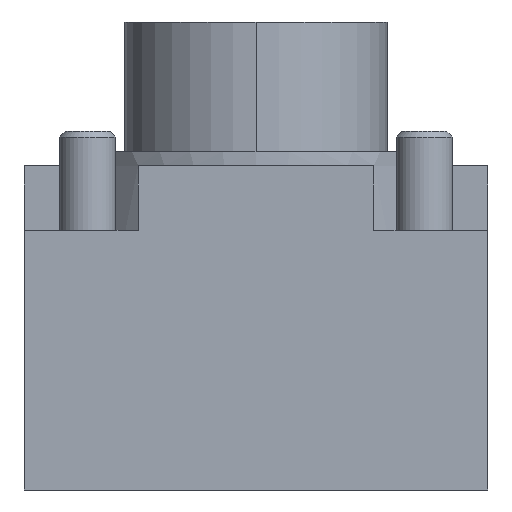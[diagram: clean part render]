
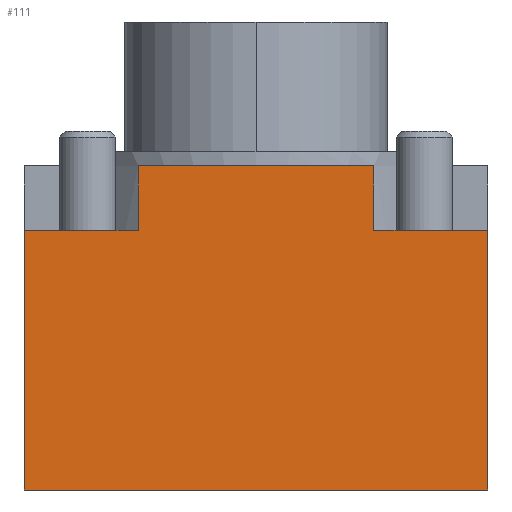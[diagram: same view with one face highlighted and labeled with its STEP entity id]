
A CAD part, front view. The second image highlights one B-rep face of the part: STEP entity #111.
In plain terms, the highlighted planar face has unit normal (0, -1, 0).
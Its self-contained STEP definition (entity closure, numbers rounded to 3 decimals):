
#111=ADVANCED_FACE('',(#440),#441,.T.);
#440=FACE_OUTER_BOUND('',#1078,.T.);
#441=PLANE('',#1079);
#1078=EDGE_LOOP('',(#1842,#1843,#1844,#1845,#1846,#1847,#1848,#1849));
#1079=AXIS2_PLACEMENT_3D('',#1850,#1851,#1852);
#1842=ORIENTED_EDGE('',*,*,#3898,.F.);
#1843=ORIENTED_EDGE('',*,*,#3814,.T.);
#1844=ORIENTED_EDGE('',*,*,#3835,.T.);
#1845=ORIENTED_EDGE('',*,*,#3862,.F.);
#1846=ORIENTED_EDGE('',*,*,#3897,.F.);
#1847=ORIENTED_EDGE('',*,*,#3881,.F.);
#1848=ORIENTED_EDGE('',*,*,#3899,.T.);
#1849=ORIENTED_EDGE('',*,*,#3856,.F.);
#1850=CARTESIAN_POINT('',(-16.5,-16.5,-10.0));
#1851=DIRECTION('',(0.0,-1.0,0.0));
#1852=DIRECTION('',(0.0,0.0,-1.0));
#3814=EDGE_CURVE('',#4433,#4430,#4434,.T.);
#3835=EDGE_CURVE('',#4430,#4472,#4473,.T.);
#3856=EDGE_CURVE('',#4510,#4503,#4512,.T.);
#3862=EDGE_CURVE('',#4521,#4472,#4523,.T.);
#3881=EDGE_CURVE('',#4554,#4557,#4558,.T.);
#3897=EDGE_CURVE('',#4557,#4521,#4580,.T.);
#3898=EDGE_CURVE('',#4433,#4510,#4581,.T.);
#3899=EDGE_CURVE('',#4554,#4503,#4582,.T.);
#4430=VERTEX_POINT('',#5400);
#4433=VERTEX_POINT('',#5404);
#4434=LINE('',#5405,#5406);
#4472=VERTEX_POINT('',#5454);
#4473=LINE('',#5455,#5456);
#4503=VERTEX_POINT('',#5496);
#4510=VERTEX_POINT('',#5505);
#4512=LINE('',#5508,#5509);
#4521=VERTEX_POINT('',#5519);
#4523=LINE('',#5522,#5523);
#4554=VERTEX_POINT('',#5564);
#4557=VERTEX_POINT('',#5568);
#4558=LINE('',#5569,#5570);
#4580=LINE('',#5600,#5601);
#4581=LINE('',#5602,#5603);
#4582=LINE('',#5604,#5605);
#5400=CARTESIAN_POINT('',(16.5,-16.5,-10.0));
#5404=CARTESIAN_POINT('',(-16.5,-16.5,-10.0));
#5405=CARTESIAN_POINT('',(-16.5,-16.5,-10.0));
#5406=VECTOR('',#6726,33.0);
#5454=CARTESIAN_POINT('',(16.5,-16.5,8.5));
#5455=CARTESIAN_POINT('',(16.5,-16.5,-10.0));
#5456=VECTOR('',#6767,18.5);
#5496=CARTESIAN_POINT('',(-8.4,-16.5,8.5));
#5505=CARTESIAN_POINT('',(-16.5,-16.5,8.5));
#5508=CARTESIAN_POINT('',(-16.5,-16.5,8.5));
#5509=VECTOR('',#6802,8.1);
#5519=CARTESIAN_POINT('',(8.4,-16.5,8.5));
#5522=CARTESIAN_POINT('',(8.4,-16.5,8.5));
#5523=VECTOR('',#6814,8.1);
#5564=CARTESIAN_POINT('',(-8.4,-16.5,13.1));
#5568=CARTESIAN_POINT('',(8.4,-16.5,13.1));
#5569=CARTESIAN_POINT('',(-8.4,-16.5,13.1));
#5570=VECTOR('',#6847,16.8);
#5600=CARTESIAN_POINT('',(8.4,-16.5,13.1));
#5601=VECTOR('',#6877,4.6);
#5602=CARTESIAN_POINT('',(-16.5,-16.5,-10.0));
#5603=VECTOR('',#6878,18.5);
#5604=CARTESIAN_POINT('',(-8.4,-16.5,13.1));
#5605=VECTOR('',#6879,4.6);
#6726=DIRECTION('',(1.0,0.0,0.0));
#6767=DIRECTION('',(0.0,0.0,1.0));
#6802=DIRECTION('',(1.0,0.0,0.0));
#6814=DIRECTION('',(1.0,0.0,0.0));
#6847=DIRECTION('',(1.0,0.0,0.0));
#6877=DIRECTION('',(0.0,0.0,-1.0));
#6878=DIRECTION('',(0.0,0.0,1.0));
#6879=DIRECTION('',(0.0,0.0,-1.0));
